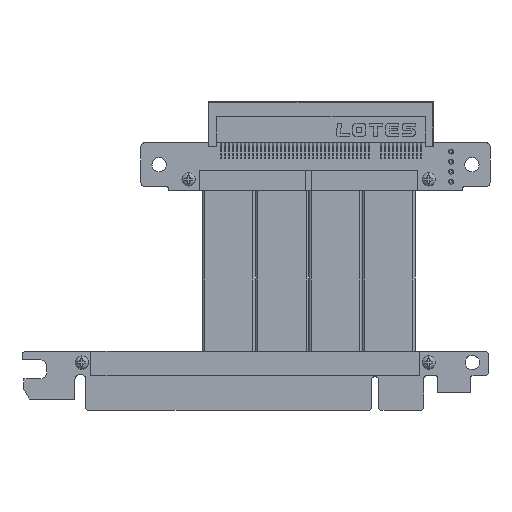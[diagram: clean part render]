
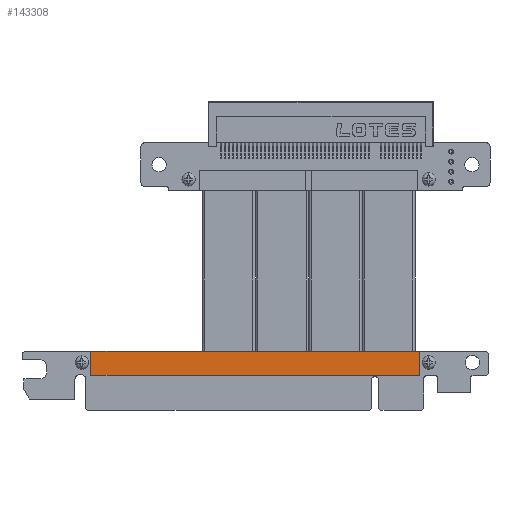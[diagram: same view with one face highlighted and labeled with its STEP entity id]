
A CAD part, top view. The second image highlights one B-rep face of the part: STEP entity #143308.
In plain terms, the highlighted face is planar.
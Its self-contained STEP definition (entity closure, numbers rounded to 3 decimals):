
#143176 = EDGE_CURVE('',#143177,#143179,#143181,.T.);
#143177 = VERTEX_POINT('',#143178);
#143178 = CARTESIAN_POINT('',(0.,0.,0.));
#143179 = VERTEX_POINT('',#143180);
#143180 = CARTESIAN_POINT('',(0.,0.,-6.));
#143181 = LINE('',#143182,#143183);
#143182 = CARTESIAN_POINT('',(0.,0.,-6.));
#143183 = VECTOR('',#143184,1.);
#143184 = DIRECTION('',(0.,0.,-1.));
#143216 = EDGE_CURVE('',#143179,#143217,#143219,.T.);
#143217 = VERTEX_POINT('',#143218);
#143218 = CARTESIAN_POINT('',(-82.,0.,-6.));
#143219 = LINE('',#143220,#143221);
#143220 = CARTESIAN_POINT('',(-82.,0.,-6.));
#143221 = VECTOR('',#143222,1.);
#143222 = DIRECTION('',(-1.,0.,0.));
#143247 = EDGE_CURVE('',#143217,#143248,#143250,.T.);
#143248 = VERTEX_POINT('',#143249);
#143249 = CARTESIAN_POINT('',(-82.,0.,0.));
#143250 = LINE('',#143251,#143252);
#143251 = CARTESIAN_POINT('',(-82.,0.,0.));
#143252 = VECTOR('',#143253,1.);
#143253 = DIRECTION('',(0.,0.,1.));
#143278 = EDGE_CURVE('',#143248,#143177,#143279,.T.);
#143279 = LINE('',#143280,#143281);
#143280 = CARTESIAN_POINT('',(0.,0.,0.));
#143281 = VECTOR('',#143282,1.);
#143282 = DIRECTION('',(1.,0.,0.));
#143308 = ADVANCED_FACE('',(#143309),#143315,.T.);
#143309 = FACE_BOUND('',#143310,.T.);
#143310 = EDGE_LOOP('',(#143311,#143312,#143313,#143314));
#143311 = ORIENTED_EDGE('',*,*,#143176,.F.);
#143312 = ORIENTED_EDGE('',*,*,#143278,.F.);
#143313 = ORIENTED_EDGE('',*,*,#143247,.F.);
#143314 = ORIENTED_EDGE('',*,*,#143216,.F.);
#143315 = PLANE('',#143316);
#143316 = AXIS2_PLACEMENT_3D('',#143317,#143318,#143319);
#143317 = CARTESIAN_POINT('',(0.,0.,0.));
#143318 = DIRECTION('',(0.,-1.,0.));
#143319 = DIRECTION('',(0.,0.,-1.));
